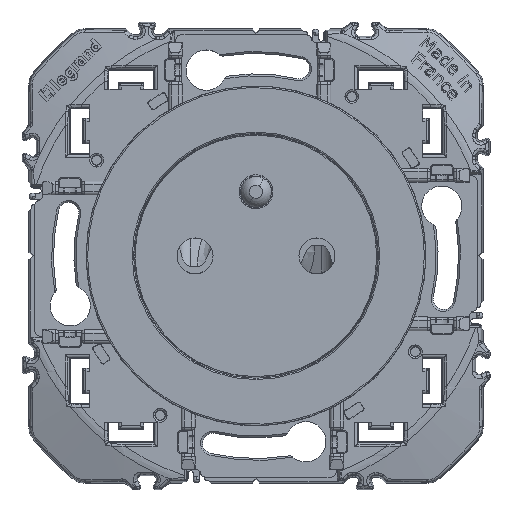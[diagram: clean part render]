
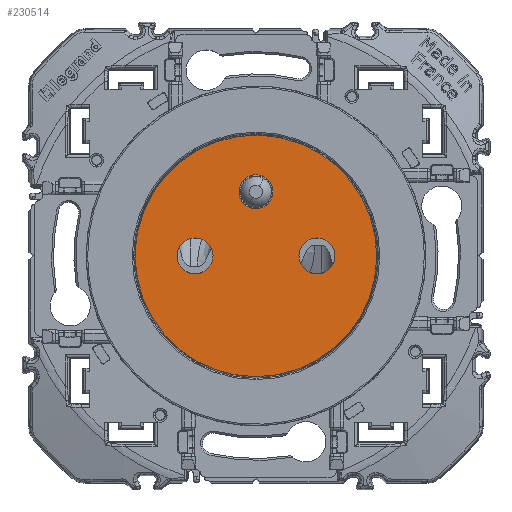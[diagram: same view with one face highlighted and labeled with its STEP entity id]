
A CAD part, top view. The second image highlights one B-rep face of the part: STEP entity #230514.
In plain terms, the highlighted planar face has unit normal (0, 0, 1).
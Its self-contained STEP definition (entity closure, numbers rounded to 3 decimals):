
#230431=AXIS2_PLACEMENT_3D('Circle Axis2P3D',#230429,#230430,$) ;
#230449=AXIS2_PLACEMENT_3D('Plane Axis2P3D',#230446,#230447,#230448) ;
#230453=AXIS2_PLACEMENT_3D('Circle Axis2P3D',#230451,#230452,$) ;
#230462=AXIS2_PLACEMENT_3D('Circle Axis2P3D',#230460,#230461,$) ;
#230471=AXIS2_PLACEMENT_3D('Circle Axis2P3D',#230469,#230470,$) ;
#230480=AXIS2_PLACEMENT_3D('Circle Axis2P3D',#230478,#230479,$) ;
#230489=AXIS2_PLACEMENT_3D('Circle Axis2P3D',#230487,#230488,$) ;
#230498=AXIS2_PLACEMENT_3D('Circle Axis2P3D',#230496,#230497,$) ;
#230507=AXIS2_PLACEMENT_3D('Circle Axis2P3D',#230505,#230506,$) ;
#230384=CARTESIAN_POINT('Vertex',(-18.521,-3.439,-79.689)) ;
#230426=CARTESIAN_POINT('Vertex',(-18.421,3.937,-79.689)) ;
#230429=CARTESIAN_POINT('Axis2P3D Location',(0.,0.,-79.689)) ;
#230446=CARTESIAN_POINT('Axis2P3D Location',(0.,0.,-79.689)) ;
#230451=CARTESIAN_POINT('Axis2P3D Location',(0.,0.,-79.689)) ;
#230460=CARTESIAN_POINT('Axis2P3D Location',(9.5,0.,-79.689)) ;
#230464=CARTESIAN_POINT('Vertex',(12.3,0.,-79.689)) ;
#230466=CARTESIAN_POINT('Vertex',(6.7,0.,-79.689)) ;
#230469=CARTESIAN_POINT('Axis2P3D Location',(9.5,0.,-79.689)) ;
#230478=CARTESIAN_POINT('Axis2P3D Location',(-9.5,0.,-79.689)) ;
#230482=CARTESIAN_POINT('Vertex',(-6.7,0.,-79.689)) ;
#230484=CARTESIAN_POINT('Vertex',(-12.3,0.,-79.689)) ;
#230487=CARTESIAN_POINT('Axis2P3D Location',(-9.5,0.,-79.689)) ;
#230496=CARTESIAN_POINT('Axis2P3D Location',(0.,10.,-79.689)) ;
#230500=CARTESIAN_POINT('Vertex',(-1.27,12.326,-79.689)) ;
#230502=CARTESIAN_POINT('Vertex',(1.27,7.674,-79.689)) ;
#230505=CARTESIAN_POINT('Axis2P3D Location',(0.,10.,-79.689)) ;
#230430=DIRECTION('Axis2P3D Direction',(0.,0.,-1.)) ;
#230447=DIRECTION('Axis2P3D Direction',(0.,0.,-1.)) ;
#230448=DIRECTION('Axis2P3D XDirection',(-1.,0.,0.)) ;
#230452=DIRECTION('Axis2P3D Direction',(0.,0.,-1.)) ;
#230461=DIRECTION('Axis2P3D Direction',(0.,0.,-1.)) ;
#230470=DIRECTION('Axis2P3D Direction',(0.,0.,-1.)) ;
#230479=DIRECTION('Axis2P3D Direction',(0.,0.,-1.)) ;
#230488=DIRECTION('Axis2P3D Direction',(0.,0.,-1.)) ;
#230497=DIRECTION('Axis2P3D Direction',(0.,0.,-1.)) ;
#230506=DIRECTION('Axis2P3D Direction',(0.,0.,-1.)) ;
#230457=ORIENTED_EDGE('',*,*,#230433,.T.) ;
#230458=ORIENTED_EDGE('',*,*,#230455,.T.) ;
#230475=ORIENTED_EDGE('',*,*,#230468,.T.) ;
#230476=ORIENTED_EDGE('',*,*,#230473,.T.) ;
#230493=ORIENTED_EDGE('',*,*,#230486,.T.) ;
#230494=ORIENTED_EDGE('',*,*,#230491,.T.) ;
#230511=ORIENTED_EDGE('',*,*,#230504,.F.) ;
#230512=ORIENTED_EDGE('',*,*,#230509,.F.) ;
#230477=FACE_BOUND('',#230474,.T.) ;
#230495=FACE_BOUND('',#230492,.T.) ;
#230513=FACE_BOUND('',#230510,.T.) ;
#230514=ADVANCED_FACE('T001980_A \\T001750_A \\GE00123_A.1\\piston',(#230459,#230477,#230495,#230513),#230450,.F.) ;
#230432=CIRCLE('generated circle',#230431,18.837) ;
#230454=CIRCLE('generated circle',#230453,18.837) ;
#230463=CIRCLE('generated circle',#230462,2.8) ;
#230472=CIRCLE('generated circle',#230471,2.8) ;
#230481=CIRCLE('generated circle',#230480,2.8) ;
#230490=CIRCLE('generated circle',#230489,2.8) ;
#230499=CIRCLE('generated circle',#230498,2.65) ;
#230508=CIRCLE('generated circle',#230507,2.65) ;
#230433=EDGE_CURVE('',#230385,#230427,#230432,.F.) ;
#230455=EDGE_CURVE('',#230427,#230385,#230454,.F.) ;
#230468=EDGE_CURVE('',#230465,#230467,#230463,.T.) ;
#230473=EDGE_CURVE('',#230467,#230465,#230472,.T.) ;
#230486=EDGE_CURVE('',#230483,#230485,#230481,.T.) ;
#230491=EDGE_CURVE('',#230485,#230483,#230490,.T.) ;
#230504=EDGE_CURVE('',#230501,#230503,#230499,.F.) ;
#230509=EDGE_CURVE('',#230503,#230501,#230508,.F.) ;
#230456=EDGE_LOOP('',(#230457,#230458)) ;
#230474=EDGE_LOOP('',(#230475,#230476)) ;
#230492=EDGE_LOOP('',(#230493,#230494)) ;
#230510=EDGE_LOOP('',(#230511,#230512)) ;
#230459=FACE_OUTER_BOUND('',#230456,.T.) ;
#230450=PLANE('',#230449) ;
#230385=VERTEX_POINT('',#230384) ;
#230427=VERTEX_POINT('',#230426) ;
#230465=VERTEX_POINT('',#230464) ;
#230467=VERTEX_POINT('',#230466) ;
#230483=VERTEX_POINT('',#230482) ;
#230485=VERTEX_POINT('',#230484) ;
#230501=VERTEX_POINT('',#230500) ;
#230503=VERTEX_POINT('',#230502) ;
